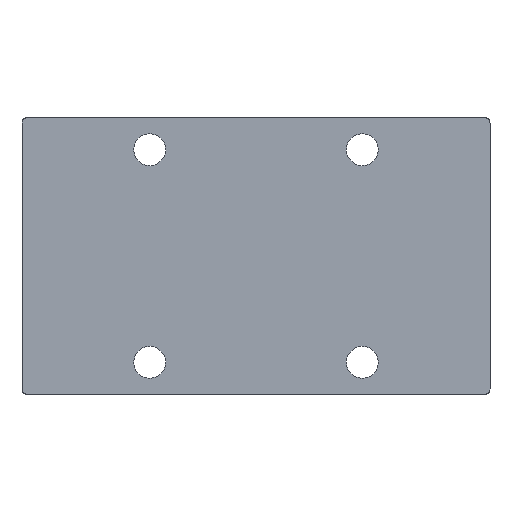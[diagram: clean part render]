
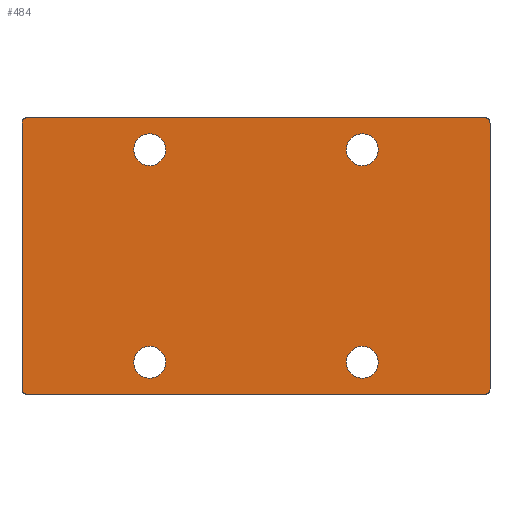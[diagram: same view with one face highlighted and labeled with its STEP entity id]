
A CAD part, front view. The second image highlights one B-rep face of the part: STEP entity #484.
In plain terms, the highlighted planar face has unit normal (0, -1, 0).
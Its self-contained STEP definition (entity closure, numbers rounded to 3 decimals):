
#36=FACE_BOUND('',#121,.T.);
#37=FACE_BOUND('',#122,.T.);
#38=FACE_BOUND('',#123,.T.);
#39=FACE_BOUND('',#124,.T.);
#45=B_SPLINE_CURVE_WITH_KNOTS('',3,(#998,#999,#1000,#1001,#1002,#1003,#1004,
#1005,#1006,#1007,#1008,#1009,#1010),.UNSPECIFIED.,.F.,.F.,(4,3,3,3,4),
(0.,0.015,0.029,0.049,0.068),
 .UNSPECIFIED.);
#49=B_SPLINE_CURVE_WITH_KNOTS('',3,(#1104,#1105,#1106,#1107,#1108,#1109,
#1110,#1111,#1112,#1113,#1114,#1115,#1116),.UNSPECIFIED.,.F.,.F.,(4,3,3,
3,4),(0.,0.015,0.029,0.049,0.068),
 .UNSPECIFIED.);
#50=B_SPLINE_CURVE_WITH_KNOTS('',3,(#1161,#1162,#1163,#1164,#1165,#1166,
#1167,#1168,#1169,#1170,#1171,#1172,#1173),.UNSPECIFIED.,.F.,.F.,(4,3,3,
3,4),(0.,0.015,0.029,0.049,0.068),
 .UNSPECIFIED.);
#51=B_SPLINE_CURVE_WITH_KNOTS('',3,(#1208,#1209,#1210,#1211,#1212,#1213,
#1214,#1215,#1216,#1217,#1218,#1219,#1220),.UNSPECIFIED.,.F.,.F.,(4,3,3,
3,4),(0.,0.015,0.029,0.049,0.068),
 .UNSPECIFIED.);
#61=PLANE('',#527);
#86=FACE_OUTER_BOUND('',#120,.T.);
#120=EDGE_LOOP('',(#441,#442,#443,#444,#445,#446,#447,#448));
#121=EDGE_LOOP('',(#449));
#122=EDGE_LOOP('',(#450));
#123=EDGE_LOOP('',(#451));
#124=EDGE_LOOP('',(#452));
#145=LINE('',#1017,#181);
#151=LINE('',#1120,#187);
#154=LINE('',#1177,#190);
#160=LINE('',#1258,#196);
#181=VECTOR('',#578,10.);
#187=VECTOR('',#596,10.);
#190=VECTOR('',#601,10.);
#196=VECTOR('',#625,10.);
#207=CIRCLE('',#519,1.5);
#208=CIRCLE('',#521,1.5);
#209=CIRCLE('',#523,1.5);
#210=CIRCLE('',#525,1.5);
#233=VERTEX_POINT('',#995);
#234=VERTEX_POINT('',#997);
#236=VERTEX_POINT('',#1015);
#246=VERTEX_POINT('',#1102);
#247=VERTEX_POINT('',#1118);
#248=VERTEX_POINT('',#1159);
#249=VERTEX_POINT('',#1175);
#250=VERTEX_POINT('',#1206);
#251=VERTEX_POINT('',#1242);
#252=VERTEX_POINT('',#1246);
#253=VERTEX_POINT('',#1250);
#254=VERTEX_POINT('',#1254);
#286=EDGE_CURVE('',#233,#234,#45,.T.);
#290=EDGE_CURVE('',#233,#236,#145,.T.);
#302=EDGE_CURVE('',#246,#236,#49,.T.);
#304=EDGE_CURVE('',#246,#247,#151,.T.);
#307=EDGE_CURVE('',#248,#247,#50,.T.);
#309=EDGE_CURVE('',#248,#249,#154,.T.);
#311=EDGE_CURVE('',#250,#249,#51,.T.);
#313=EDGE_CURVE('',#251,#251,#207,.T.);
#315=EDGE_CURVE('',#252,#252,#208,.T.);
#317=EDGE_CURVE('',#253,#253,#209,.T.);
#319=EDGE_CURVE('',#254,#254,#210,.T.);
#320=EDGE_CURVE('',#250,#234,#160,.T.);
#441=ORIENTED_EDGE('',*,*,#286,.F.);
#442=ORIENTED_EDGE('',*,*,#290,.T.);
#443=ORIENTED_EDGE('',*,*,#302,.F.);
#444=ORIENTED_EDGE('',*,*,#304,.T.);
#445=ORIENTED_EDGE('',*,*,#307,.F.);
#446=ORIENTED_EDGE('',*,*,#309,.T.);
#447=ORIENTED_EDGE('',*,*,#311,.F.);
#448=ORIENTED_EDGE('',*,*,#320,.T.);
#449=ORIENTED_EDGE('',*,*,#319,.F.);
#450=ORIENTED_EDGE('',*,*,#317,.F.);
#451=ORIENTED_EDGE('',*,*,#315,.F.);
#452=ORIENTED_EDGE('',*,*,#313,.F.);
#484=ADVANCED_FACE('',(#86,#36,#37,#38,#39),#61,.F.);
#519=AXIS2_PLACEMENT_3D('',#1244,#606,#607);
#521=AXIS2_PLACEMENT_3D('',#1248,#611,#612);
#523=AXIS2_PLACEMENT_3D('',#1252,#616,#617);
#525=AXIS2_PLACEMENT_3D('',#1256,#621,#622);
#527=AXIS2_PLACEMENT_3D('',#1259,#626,#627);
#578=DIRECTION('',(1.,0.,0.));
#596=DIRECTION('',(0.,0.,1.));
#601=DIRECTION('',(-1.,0.,0.));
#606=DIRECTION('center_axis',(0.,-1.,0.));
#607=DIRECTION('ref_axis',(1.,0.,0.));
#611=DIRECTION('center_axis',(0.,-1.,0.));
#612=DIRECTION('ref_axis',(1.,0.,0.));
#616=DIRECTION('center_axis',(0.,-1.,0.));
#617=DIRECTION('ref_axis',(1.,0.,0.));
#621=DIRECTION('center_axis',(0.,-1.,0.));
#622=DIRECTION('ref_axis',(1.,0.,0.));
#625=DIRECTION('',(0.,0.,-1.));
#626=DIRECTION('center_axis',(0.,1.,0.));
#627=DIRECTION('ref_axis',(1.,0.,0.));
#995=CARTESIAN_POINT('',(-21.03,0.,-13.));
#997=CARTESIAN_POINT('',(-21.53,0.,-12.5));
#998=CARTESIAN_POINT('Ctrl Pts',(-21.03,0.,-13.));
#999=CARTESIAN_POINT('Ctrl Pts',(-21.086,0.,
-13.));
#1000=CARTESIAN_POINT('Ctrl Pts',(-21.141,0.,
-12.999));
#1001=CARTESIAN_POINT('Ctrl Pts',(-21.196,0.,
-12.986));
#1002=CARTESIAN_POINT('Ctrl Pts',(-21.251,0.,
-12.973));
#1003=CARTESIAN_POINT('Ctrl Pts',(-21.306,0.,
-12.948));
#1004=CARTESIAN_POINT('Ctrl Pts',(-21.354,0.,
-12.911));
#1005=CARTESIAN_POINT('Ctrl Pts',(-21.418,0.,
-12.862));
#1006=CARTESIAN_POINT('Ctrl Pts',(-21.471,0.,
-12.792));
#1007=CARTESIAN_POINT('Ctrl Pts',(-21.499,0.,
-12.721));
#1008=CARTESIAN_POINT('Ctrl Pts',(-21.527,0.,
-12.649));
#1009=CARTESIAN_POINT('Ctrl Pts',(-21.53,0.,-12.575));
#1010=CARTESIAN_POINT('Ctrl Pts',(-21.53,0.,-12.5));
#1015=CARTESIAN_POINT('',(22.,0.,-13.));
#1017=CARTESIAN_POINT('',(-21.53,0.,-13.));
#1102=CARTESIAN_POINT('',(22.5,0.,-12.5));
#1104=CARTESIAN_POINT('Ctrl Pts',(22.5,0.,-12.5));
#1105=CARTESIAN_POINT('Ctrl Pts',(22.5,0.,-12.556));
#1106=CARTESIAN_POINT('Ctrl Pts',(22.499,0.,
-12.611));
#1107=CARTESIAN_POINT('Ctrl Pts',(22.486,0.,
-12.666));
#1108=CARTESIAN_POINT('Ctrl Pts',(22.473,0.,
-12.721));
#1109=CARTESIAN_POINT('Ctrl Pts',(22.448,0.,
-12.776));
#1110=CARTESIAN_POINT('Ctrl Pts',(22.411,0.,
-12.824));
#1111=CARTESIAN_POINT('Ctrl Pts',(22.362,0.,
-12.888));
#1112=CARTESIAN_POINT('Ctrl Pts',(22.292,0.,
-12.941));
#1113=CARTESIAN_POINT('Ctrl Pts',(22.221,0.,
-12.969));
#1114=CARTESIAN_POINT('Ctrl Pts',(22.149,0.,
-12.997));
#1115=CARTESIAN_POINT('Ctrl Pts',(22.075,0.,
-13.));
#1116=CARTESIAN_POINT('Ctrl Pts',(22.,0.,-13.));
#1118=CARTESIAN_POINT('',(22.5,0.,12.5));
#1120=CARTESIAN_POINT('',(22.5,0.,-13.));
#1159=CARTESIAN_POINT('',(22.,0.,13.));
#1161=CARTESIAN_POINT('Ctrl Pts',(22.,0.,13.));
#1162=CARTESIAN_POINT('Ctrl Pts',(22.056,0.,
13.));
#1163=CARTESIAN_POINT('Ctrl Pts',(22.111,0.,
12.999));
#1164=CARTESIAN_POINT('Ctrl Pts',(22.166,0.,
12.986));
#1165=CARTESIAN_POINT('Ctrl Pts',(22.221,0.,
12.973));
#1166=CARTESIAN_POINT('Ctrl Pts',(22.276,0.,
12.948));
#1167=CARTESIAN_POINT('Ctrl Pts',(22.324,0.,
12.911));
#1168=CARTESIAN_POINT('Ctrl Pts',(22.388,0.,
12.862));
#1169=CARTESIAN_POINT('Ctrl Pts',(22.441,0.,
12.792));
#1170=CARTESIAN_POINT('Ctrl Pts',(22.469,0.,
12.721));
#1171=CARTESIAN_POINT('Ctrl Pts',(22.497,0.,
12.649));
#1172=CARTESIAN_POINT('Ctrl Pts',(22.5,0.,12.575));
#1173=CARTESIAN_POINT('Ctrl Pts',(22.5,0.,12.5));
#1175=CARTESIAN_POINT('',(-21.03,0.,13.));
#1177=CARTESIAN_POINT('',(22.5,0.,13.));
#1206=CARTESIAN_POINT('',(-21.53,0.,12.5));
#1208=CARTESIAN_POINT('Ctrl Pts',(-21.53,0.,12.5));
#1209=CARTESIAN_POINT('Ctrl Pts',(-21.53,0.,12.556));
#1210=CARTESIAN_POINT('Ctrl Pts',(-21.529,0.,
12.611));
#1211=CARTESIAN_POINT('Ctrl Pts',(-21.516,0.,
12.666));
#1212=CARTESIAN_POINT('Ctrl Pts',(-21.503,0.,
12.721));
#1213=CARTESIAN_POINT('Ctrl Pts',(-21.478,0.,
12.776));
#1214=CARTESIAN_POINT('Ctrl Pts',(-21.441,0.,
12.824));
#1215=CARTESIAN_POINT('Ctrl Pts',(-21.392,0.,
12.888));
#1216=CARTESIAN_POINT('Ctrl Pts',(-21.322,0.,
12.941));
#1217=CARTESIAN_POINT('Ctrl Pts',(-21.251,0.,
12.969));
#1218=CARTESIAN_POINT('Ctrl Pts',(-21.179,0.,
12.997));
#1219=CARTESIAN_POINT('Ctrl Pts',(-21.105,0.,
13.));
#1220=CARTESIAN_POINT('Ctrl Pts',(-21.03,0.,13.));
#1242=CARTESIAN_POINT('',(-11.015,0.,10.));
#1244=CARTESIAN_POINT('Origin',(-9.515,0.,10.));
#1246=CARTESIAN_POINT('',(8.985,0.,-10.));
#1248=CARTESIAN_POINT('Origin',(10.485,0.,-10.));
#1250=CARTESIAN_POINT('',(8.985,0.,10.));
#1252=CARTESIAN_POINT('Origin',(10.485,0.,10.));
#1254=CARTESIAN_POINT('',(-11.015,0.,-10.));
#1256=CARTESIAN_POINT('Origin',(-9.515,0.,-10.));
#1258=CARTESIAN_POINT('',(-21.53,0.,13.));
#1259=CARTESIAN_POINT('Origin',(0.485,0.,0.));
